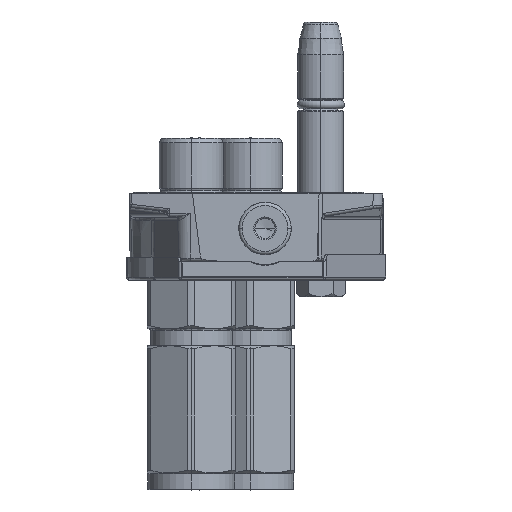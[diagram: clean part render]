
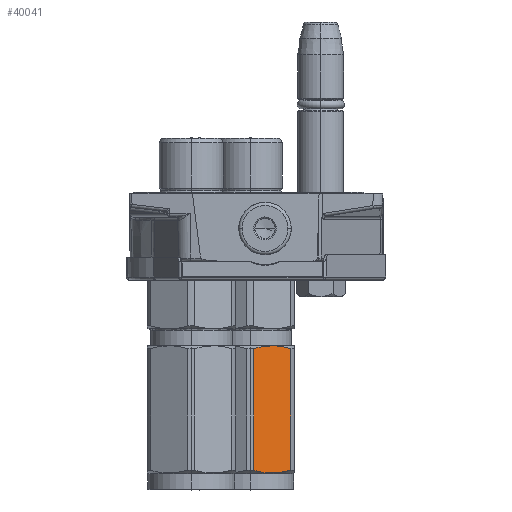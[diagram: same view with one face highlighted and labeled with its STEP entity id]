
A CAD part, front view. The second image highlights one B-rep face of the part: STEP entity #40041.
In plain terms, the highlighted face is planar.
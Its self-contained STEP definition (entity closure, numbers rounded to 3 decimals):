
#2090 = CARTESIAN_POINT ( 'NONE',  ( -4.495, -63.213, -12.993 ) ) ;
#3696 = CARTESIAN_POINT ( 'NONE',  ( -4.316, -63.189, -13.096 ) ) ;
#4245 = CARTESIAN_POINT ( 'NONE',  ( -9.635, -63.122, -10.026 ) ) ;
#7894 = CARTESIAN_POINT ( 'NONE',  ( -13.5, -24.5, -7.794 ) ) ;
#12119 = CARTESIAN_POINT ( 'NONE',  ( -1.088, -62.49, -14.961 ) ) ;
#12951 = ORIENTED_EDGE ( 'NONE', *, *, #154161, .T. ) ;
#15564 = CARTESIAN_POINT ( 'NONE',  ( -9.663, -63.117, -10.01 ) ) ;
#16085 = CARTESIAN_POINT ( 'NONE',  ( -1.088, -25.366, -14.961 ) ) ;
#18565 = CARTESIAN_POINT ( 'NONE',  ( -12.412, -25.366, -8.422 ) ) ;
#21358 = B_SPLINE_CURVE_WITH_KNOTS ( 'NONE', 3,
 ( #107562, #155890, #33877, #82182 ),
 .UNSPECIFIED., .F., .F.,
 ( 4, 4 ),
 ( 0., 1. ),
 .UNSPECIFIED. ) ;
#21452 = CARTESIAN_POINT ( 'NONE',  ( -1.088, -62.49, -14.961 ) ) ;
#23515 = EDGE_CURVE ( 'NONE', #44461, #65773, #48131, .T. ) ;
#24344 = VERTEX_POINT ( 'NONE', #152147 ) ;
#26825 = CARTESIAN_POINT ( 'NONE',  ( -4.016, -63.145, -13.27 ) ) ;
#27864 = CARTESIAN_POINT ( 'NONE',  ( -4.853, -63.255, -12.786 ) ) ;
#28921 = CARTESIAN_POINT ( 'NONE',  ( -1.088, -62.49, -14.961 ) ) ;
#30951 = CARTESIAN_POINT ( 'NONE',  ( -6.761, -24.5, -11.685 ) ) ;
#33877 = CARTESIAN_POINT ( 'NONE',  ( -8.602, -24.506, -10.622 ) ) ;
#36858 = B_SPLINE_CURVE_WITH_KNOTS ( 'NONE', 3,
 ( #52451, #89451, #150261, #63709 ),
 .UNSPECIFIED., .F., .F.,
 ( 4, 4 ),
 ( 0., 1. ),
 .UNSPECIFIED. ) ;
#37181 = ORIENTED_EDGE ( 'NONE', *, *, #48994, .T. ) ;
#38186 = ORIENTED_EDGE ( 'NONE', *, *, #67075, .F. ) ;
#39167 = CARTESIAN_POINT ( 'NONE',  ( -11.937, -62.628, -8.695 ) ) ;
#39172 = VECTOR ( 'NONE', #71151, 1000. ) ;
#40041 = ADVANCED_FACE ( 'NONE', ( #50423 ), #156144, .T. ) ;
#41288 = CARTESIAN_POINT ( 'NONE',  ( -5.8, -63.337, -12.239 ) ) ;
#44461 = VERTEX_POINT ( 'NONE', #105963 ) ;
#45482 = DIRECTION ( 'NONE',  ( -0.5, 0., -0.866 ) ) ;
#48131 = LINE ( 'NONE', #30951, #126977 ) ;
#48994 = EDGE_CURVE ( 'NONE', #66385, #44461, #21358, .T. ) ;
#50423 = FACE_OUTER_BOUND ( 'NONE', #113241, .T. ) ;
#52053 = CARTESIAN_POINT ( 'NONE',  ( -10.012, -63.058, -9.808 ) ) ;
#52451 = CARTESIAN_POINT ( 'NONE',  ( -6.739, -24.5, -11.698 ) ) ;
#53099 = CARTESIAN_POINT ( 'NONE',  ( -10.769, -62.91, -9.37 ) ) ;
#55243 = CARTESIAN_POINT ( 'NONE',  ( -6.739, -24.5, -11.698 ) ) ;
#61149 = EDGE_CURVE ( 'NONE', #75446, #144112, #137211, .T. ) ;
#63709 = CARTESIAN_POINT ( 'NONE',  ( -1.088, -25.366, -14.961 ) ) ;
#63836 = CARTESIAN_POINT ( 'NONE',  ( -4.106, -63.159, -13.218 ) ) ;
#65773 = VERTEX_POINT ( 'NONE', #55243 ) ;
#66385 = VERTEX_POINT ( 'NONE', #18565 ) ;
#67075 = EDGE_CURVE ( 'NONE', #24344, #75446, #86217, .T. ) ;
#67553 = EDGE_CURVE ( 'NONE', #65773, #144112, #36858, .T. ) ;
#71151 = DIRECTION ( 'NONE',  ( 0., 1., 0. ) ) ;
#75446 = VERTEX_POINT ( 'NONE', #21452 ) ;
#75807 = CARTESIAN_POINT ( 'NONE',  ( -12.412, -62.49, -8.422 ) ) ;
#76153 = CARTESIAN_POINT ( 'NONE',  ( -8.639, -63.279, -10.601 ) ) ;
#77211 = CARTESIAN_POINT ( 'NONE',  ( -2.962, -62.979, -13.878 ) ) ;
#77739 = CARTESIAN_POINT ( 'NONE',  ( -9.721, -63.108, -9.976 ) ) ;
#82182 = CARTESIAN_POINT ( 'NONE',  ( -6.761, -24.5, -11.685 ) ) ;
#86217 = B_SPLINE_CURVE_WITH_KNOTS ( 'NONE', 3,
 ( #138529, #39167, #90130, #53099, #125179, #126782, #52053, #114977, #77739, #15564, #4245, #76153, #87981, #139049, #41288, #137473, #27864, #2090, #3696, #63836, #26825, #102559, #149846, #77211, #151435, #28921 ),
 .UNSPECIFIED., .F., .F.,
 ( 4, 2, 2, 1, 1, 2, 2, 2, 2, 2, 1, 1, 2, 2, 4 ),
 ( 0., 0.125, 0.188, 0.219, 0.234, 0.242, 0.25, 0.5, 0.625, 0.688, 0.719, 0.734, 0.742, 0.75, 1. ),
 .UNSPECIFIED. ) ;
#87981 = CARTESIAN_POINT ( 'NONE',  ( -7.705, -63.356, -11.14 ) ) ;
#89451 = CARTESIAN_POINT ( 'NONE',  ( -4.898, -24.506, -12.761 ) ) ;
#90130 = CARTESIAN_POINT ( 'NONE',  ( -11.468, -62.75, -8.966 ) ) ;
#93792 = DIRECTION ( 'NONE',  ( 0.866, 0., -0.5 ) ) ;
#100054 = DIRECTION ( 'NONE',  ( 0., 1., 0. ) ) ;
#100310 = ORIENTED_EDGE ( 'NONE', *, *, #61149, .F. ) ;
#102559 = CARTESIAN_POINT ( 'NONE',  ( -3.956, -63.136, -13.305 ) ) ;
#103921 = VECTOR ( 'NONE', #100054, 1000. ) ;
#105963 = CARTESIAN_POINT ( 'NONE',  ( -6.761, -24.5, -11.685 ) ) ;
#107562 = CARTESIAN_POINT ( 'NONE',  ( -12.412, -25.366, -8.422 ) ) ;
#113241 = EDGE_LOOP ( 'NONE', ( #12951, #37181, #118659, #130970, #100310, #38186 ) ) ;
#114977 = CARTESIAN_POINT ( 'NONE',  ( -9.809, -63.093, -9.926 ) ) ;
#118659 = ORIENTED_EDGE ( 'NONE', *, *, #23515, .T. ) ;
#125179 = CARTESIAN_POINT ( 'NONE',  ( -10.536, -62.959, -9.505 ) ) ;
#126782 = CARTESIAN_POINT ( 'NONE',  ( -10.187, -63.026, -9.707 ) ) ;
#126977 = VECTOR ( 'NONE', #129824, 1000. ) ;
#127068 = LINE ( 'NONE', #75807, #103921 ) ;
#129824 = DIRECTION ( 'NONE',  ( 0.866, 0., -0.5 ) ) ;
#130970 = ORIENTED_EDGE ( 'NONE', *, *, #67553, .T. ) ;
#137211 = LINE ( 'NONE', #12119, #39172 ) ;
#137473 = CARTESIAN_POINT ( 'NONE',  ( -5.09, -63.279, -12.649 ) ) ;
#138529 = CARTESIAN_POINT ( 'NONE',  ( -12.412, -62.49, -8.422 ) ) ;
#139049 = CARTESIAN_POINT ( 'NONE',  ( -6.272, -63.356, -11.967 ) ) ;
#144112 = VERTEX_POINT ( 'NONE', #16085 ) ;
#149846 = CARTESIAN_POINT ( 'NONE',  ( -3.925, -63.131, -13.323 ) ) ;
#150261 = CARTESIAN_POINT ( 'NONE',  ( -3.014, -24.795, -13.848 ) ) ;
#151435 = CARTESIAN_POINT ( 'NONE',  ( -2.036, -62.767, -14.41 ) ) ;
#152147 = CARTESIAN_POINT ( 'NONE',  ( -12.412, -62.49, -8.422 ) ) ;
#154161 = EDGE_CURVE ( 'NONE', #24344, #66385, #127068, .T. ) ;
#155890 = CARTESIAN_POINT ( 'NONE',  ( -10.486, -24.795, -9.534 ) ) ;
#156144 = PLANE ( 'NONE',  #158594 ) ;
#158594 = AXIS2_PLACEMENT_3D ( 'NONE', #7894, #45482, #93792 ) ;
